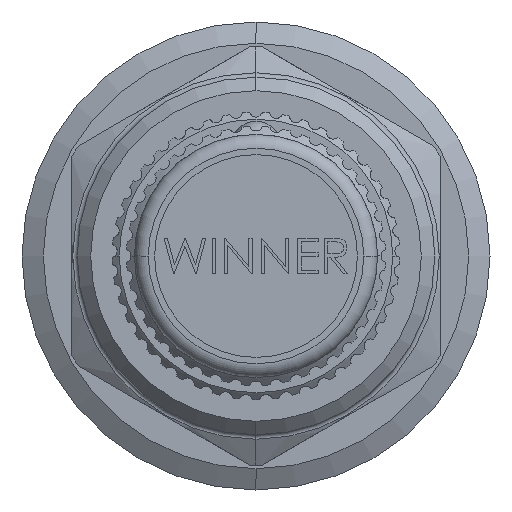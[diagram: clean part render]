
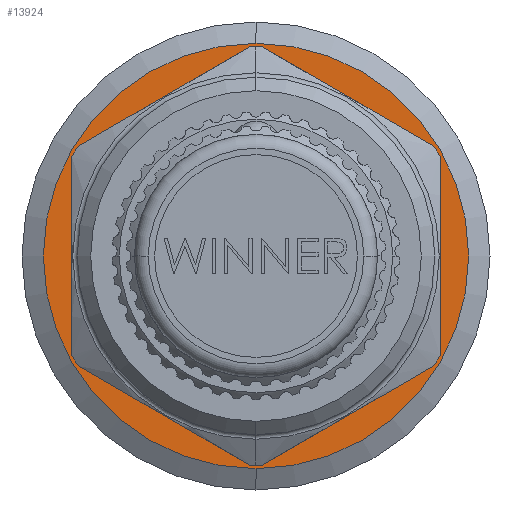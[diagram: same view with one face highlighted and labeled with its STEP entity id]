
A CAD part, left-side view. The second image highlights one B-rep face of the part: STEP entity #13924.
In plain terms, the highlighted planar face has unit normal (-1, 0, 0).
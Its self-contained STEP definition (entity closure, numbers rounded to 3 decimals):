
#7 = EDGE_CURVE ( 'NONE', #20307, #16049, #15152, .T. ) ;
#183 = CARTESIAN_POINT ( 'NONE',  ( 24.6, 20.6, -11.1 ) ) ;
#233 = CARTESIAN_POINT ( 'NONE',  ( 24.6, 0., 0. ) ) ;
#292 = CARTESIAN_POINT ( 'NONE',  ( 24.6, -20.6, 11.1 ) ) ;
#585 = CARTESIAN_POINT ( 'NONE',  ( 24.6, 0., 23.795 ) ) ;
#1847 = ORIENTED_EDGE ( 'NONE', *, *, #26043, .T. ) ;
#1856 = EDGE_CURVE ( 'NONE', #21386, #23327, #2022, .T. ) ;
#1882 = VERTEX_POINT ( 'NONE', #4968 ) ;
#1982 = LINE ( 'NONE', #10723, #24458 ) ;
#2022 = CIRCLE ( 'NONE', #7014, 23.795 ) ;
#2053 = DIRECTION ( 'NONE',  ( 0., 0., 1. ) ) ;
#2828 = DIRECTION ( 'NONE',  ( 1., 0., 0. ) ) ;
#2935 = CARTESIAN_POINT ( 'NONE',  ( 24.6, -0.688, -23.39 ) ) ;
#2986 = CARTESIAN_POINT ( 'NONE',  ( 24.6, 20.6, -11.893 ) ) ;
#3248 = VERTEX_POINT ( 'NONE', #2935 ) ;
#3437 = CARTESIAN_POINT ( 'NONE',  ( 24.6, 0., 0. ) ) ;
#3486 = DIRECTION ( 'NONE',  ( 0., 0., 1. ) ) ;
#3570 = CIRCLE ( 'NONE', #27104, 23.4 ) ;
#4183 = EDGE_CURVE ( 'NONE', #25623, #16049, #21071, .T. ) ;
#4297 = DIRECTION ( 'NONE',  ( -1., 0., 0. ) ) ;
#4334 = CARTESIAN_POINT ( 'NONE',  ( 24.6, 0., 0. ) ) ;
#4424 = EDGE_CURVE ( 'NONE', #27664, #6218, #23751, .T. ) ;
#4874 = DIRECTION ( 'NONE',  ( 0., 0., 1. ) ) ;
#4959 = EDGE_LOOP ( 'NONE', ( #8879, #1847, #17824, #11356, #17376, #6370, #13014, #7236, #18074, #27102, #11701, #23734, #9386 ) ) ;
#4968 = CARTESIAN_POINT ( 'NONE',  ( 24.6, -19.912, 12.29 ) ) ;
#5117 = ORIENTED_EDGE ( 'NONE', *, *, #11614, .T. ) ;
#5419 = DIRECTION ( 'NONE',  ( 0., 0., 1. ) ) ;
#5690 = DIRECTION ( 'NONE',  ( -1., 0., 0. ) ) ;
#5844 = CARTESIAN_POINT ( 'NONE',  ( 24.6, 20.6, 11.1 ) ) ;
#5935 = CIRCLE ( 'NONE', #21865, 23.4 ) ;
#6020 = VECTOR ( 'NONE', #9870, 1000. ) ;
#6218 = VERTEX_POINT ( 'NONE', #17544 ) ;
#6370 = ORIENTED_EDGE ( 'NONE', *, *, #12079, .F. ) ;
#6373 = CARTESIAN_POINT ( 'NONE',  ( 24.6, 0., 0. ) ) ;
#6582 = CIRCLE ( 'NONE', #18992, 23.795 ) ;
#6620 = AXIS2_PLACEMENT_3D ( 'NONE', #13656, #2828, #22159 ) ;
#6666 = VECTOR ( 'NONE', #17538, 1000. ) ;
#6676 = EDGE_CURVE ( 'NONE', #16401, #23210, #21527, .T. ) ;
#7014 = AXIS2_PLACEMENT_3D ( 'NONE', #22246, #24023, #11232 ) ;
#7165 = DIRECTION ( 'NONE',  ( -1., 0., 0. ) ) ;
#7236 = ORIENTED_EDGE ( 'NONE', *, *, #7, .F. ) ;
#7547 = VECTOR ( 'NONE', #23285, 1000. ) ;
#7576 = CARTESIAN_POINT ( 'NONE',  ( 24.6, 0., -23.787 ) ) ;
#7951 = VERTEX_POINT ( 'NONE', #292 ) ;
#8442 = VECTOR ( 'NONE', #17914, 1000. ) ;
#8606 = CARTESIAN_POINT ( 'NONE',  ( 24.6, 19.912, 12.29 ) ) ;
#8714 = EDGE_CURVE ( 'NONE', #27664, #14864, #24493, .T. ) ;
#8879 = ORIENTED_EDGE ( 'NONE', *, *, #6676, .F. ) ;
#9386 = ORIENTED_EDGE ( 'NONE', *, *, #25695, .T. ) ;
#9428 = CARTESIAN_POINT ( 'NONE',  ( 24.6, 20.6, 11.893 ) ) ;
#9870 = DIRECTION ( 'NONE',  ( 0., 0.866, 0.5 ) ) ;
#9901 = AXIS2_PLACEMENT_3D ( 'NONE', #4334, #19470, #15065 ) ;
#10634 = DIRECTION ( 'NONE',  ( 0., 0.866, -0.5 ) ) ;
#10723 = CARTESIAN_POINT ( 'NONE',  ( 24.6, -20.6, -11.893 ) ) ;
#10821 = DIRECTION ( 'NONE',  ( -1., 0., 0. ) ) ;
#10854 = CARTESIAN_POINT ( 'NONE',  ( 24.6, 0., 23.787 ) ) ;
#10855 = EDGE_CURVE ( 'NONE', #21860, #10864, #5935, .T. ) ;
#10860 = CARTESIAN_POINT ( 'NONE',  ( 24.6, 0., 0. ) ) ;
#10864 = VERTEX_POINT ( 'NONE', #16783 ) ;
#11176 = DIRECTION ( 'NONE',  ( -1., 0., 0. ) ) ;
#11232 = DIRECTION ( 'NONE',  ( 0., 0., 1. ) ) ;
#11356 = ORIENTED_EDGE ( 'NONE', *, *, #4424, .F. ) ;
#11614 = EDGE_CURVE ( 'NONE', #23327, #21386, #6582, .T. ) ;
#11701 = ORIENTED_EDGE ( 'NONE', *, *, #18127, .T. ) ;
#12079 = EDGE_CURVE ( 'NONE', #25623, #14864, #15335, .T. ) ;
#12808 = CARTESIAN_POINT ( 'NONE',  ( 24.6, 0., 0. ) ) ;
#13014 = ORIENTED_EDGE ( 'NONE', *, *, #4183, .T. ) ;
#13048 = EDGE_CURVE ( 'NONE', #6218, #3248, #3570, .T. ) ;
#13656 = CARTESIAN_POINT ( 'NONE',  ( 24.6, 23.795, 0. ) ) ;
#13813 = DIRECTION ( 'NONE',  ( 0., 0., 1. ) ) ;
#13864 = EDGE_CURVE ( 'NONE', #7951, #1882, #21346, .T. ) ;
#13924 = ADVANCED_FACE ( 'NONE', ( #17656, #16314 ), #15685, .F. ) ;
#14167 = LINE ( 'NONE', #9428, #8442 ) ;
#14864 = VERTEX_POINT ( 'NONE', #16721 ) ;
#14906 = CARTESIAN_POINT ( 'NONE',  ( 24.6, 0., -23.795 ) ) ;
#15065 = DIRECTION ( 'NONE',  ( 0., 0., 1. ) ) ;
#15152 = CIRCLE ( 'NONE', #15431, 23.4 ) ;
#15335 = CIRCLE ( 'NONE', #9901, 23.4 ) ;
#15431 = AXIS2_PLACEMENT_3D ( 'NONE', #27055, #27230, #3486 ) ;
#15613 = DIRECTION ( 'NONE',  ( 0., 0., 1. ) ) ;
#15685 = PLANE ( 'NONE',  #6620 ) ;
#16049 = VERTEX_POINT ( 'NONE', #5844 ) ;
#16314 = FACE_OUTER_BOUND ( 'NONE', #18586, .T. ) ;
#16401 = VERTEX_POINT ( 'NONE', #24817 ) ;
#16721 = CARTESIAN_POINT ( 'NONE',  ( 24.6, 19.912, -12.29 ) ) ;
#16783 = CARTESIAN_POINT ( 'NONE',  ( 24.6, 0.688, 23.39 ) ) ;
#17376 = ORIENTED_EDGE ( 'NONE', *, *, #8714, .T. ) ;
#17538 = DIRECTION ( 'NONE',  ( 0., 0., -1. ) ) ;
#17544 = CARTESIAN_POINT ( 'NONE',  ( 24.6, 0., -23.4 ) ) ;
#17656 = FACE_BOUND ( 'NONE', #4959, .T. ) ;
#17824 = ORIENTED_EDGE ( 'NONE', *, *, #13048, .F. ) ;
#17914 = DIRECTION ( 'NONE',  ( 0., -0.866, 0.5 ) ) ;
#18074 = ORIENTED_EDGE ( 'NONE', *, *, #23967, .T. ) ;
#18127 = EDGE_CURVE ( 'NONE', #21860, #1882, #24640, .T. ) ;
#18469 = DIRECTION ( 'NONE',  ( 0., 0., 1. ) ) ;
#18586 = EDGE_LOOP ( 'NONE', ( #5117, #19681 ) ) ;
#18992 = AXIS2_PLACEMENT_3D ( 'NONE', #233, #11176, #15613 ) ;
#19470 = DIRECTION ( 'NONE',  ( -1., 0., 0. ) ) ;
#19681 = ORIENTED_EDGE ( 'NONE', *, *, #1856, .T. ) ;
#19802 = CARTESIAN_POINT ( 'NONE',  ( 24.6, -20.6, 11.893 ) ) ;
#19997 = AXIS2_PLACEMENT_3D ( 'NONE', #3437, #26835, #18469 ) ;
#20307 = VERTEX_POINT ( 'NONE', #8606 ) ;
#20785 = LINE ( 'NONE', #19802, #6666 ) ;
#21071 = LINE ( 'NONE', #2986, #25790 ) ;
#21279 = CARTESIAN_POINT ( 'NONE',  ( 24.6, 0.688, -23.39 ) ) ;
#21289 = DIRECTION ( 'NONE',  ( 0., 0., 1. ) ) ;
#21346 = CIRCLE ( 'NONE', #21389, 23.4 ) ;
#21386 = VERTEX_POINT ( 'NONE', #585 ) ;
#21389 = AXIS2_PLACEMENT_3D ( 'NONE', #10860, #7165, #4874 ) ;
#21527 = CIRCLE ( 'NONE', #24328, 23.4 ) ;
#21860 = VERTEX_POINT ( 'NONE', #27617 ) ;
#21865 = AXIS2_PLACEMENT_3D ( 'NONE', #12808, #4297, #21289 ) ;
#22159 = DIRECTION ( 'NONE',  ( 0., 0., -1. ) ) ;
#22246 = CARTESIAN_POINT ( 'NONE',  ( 24.6, 0., 0. ) ) ;
#22773 = CARTESIAN_POINT ( 'NONE',  ( 24.6, 0., 0. ) ) ;
#23210 = VERTEX_POINT ( 'NONE', #27100 ) ;
#23285 = DIRECTION ( 'NONE',  ( 0., -0.866, -0.5 ) ) ;
#23327 = VERTEX_POINT ( 'NONE', #14906 ) ;
#23734 = ORIENTED_EDGE ( 'NONE', *, *, #13864, .F. ) ;
#23751 = CIRCLE ( 'NONE', #19997, 23.4 ) ;
#23967 = EDGE_CURVE ( 'NONE', #20307, #10864, #14167, .T. ) ;
#24023 = DIRECTION ( 'NONE',  ( -1., 0., 0. ) ) ;
#24328 = AXIS2_PLACEMENT_3D ( 'NONE', #6373, #10821, #2053 ) ;
#24458 = VECTOR ( 'NONE', #10634, 1000. ) ;
#24493 = LINE ( 'NONE', #7576, #6020 ) ;
#24640 = LINE ( 'NONE', #10854, #7547 ) ;
#24817 = CARTESIAN_POINT ( 'NONE',  ( 24.6, -19.912, -12.29 ) ) ;
#25623 = VERTEX_POINT ( 'NONE', #183 ) ;
#25695 = EDGE_CURVE ( 'NONE', #7951, #23210, #20785, .T. ) ;
#25790 = VECTOR ( 'NONE', #13813, 1000. ) ;
#26043 = EDGE_CURVE ( 'NONE', #16401, #3248, #1982, .T. ) ;
#26835 = DIRECTION ( 'NONE',  ( -1., 0., 0. ) ) ;
#27055 = CARTESIAN_POINT ( 'NONE',  ( 24.6, 0., 0. ) ) ;
#27100 = CARTESIAN_POINT ( 'NONE',  ( 24.6, -20.6, -11.1 ) ) ;
#27102 = ORIENTED_EDGE ( 'NONE', *, *, #10855, .F. ) ;
#27104 = AXIS2_PLACEMENT_3D ( 'NONE', #22773, #5690, #5419 ) ;
#27230 = DIRECTION ( 'NONE',  ( -1., 0., 0. ) ) ;
#27617 = CARTESIAN_POINT ( 'NONE',  ( 24.6, -0.688, 23.39 ) ) ;
#27664 = VERTEX_POINT ( 'NONE', #21279 ) ;
